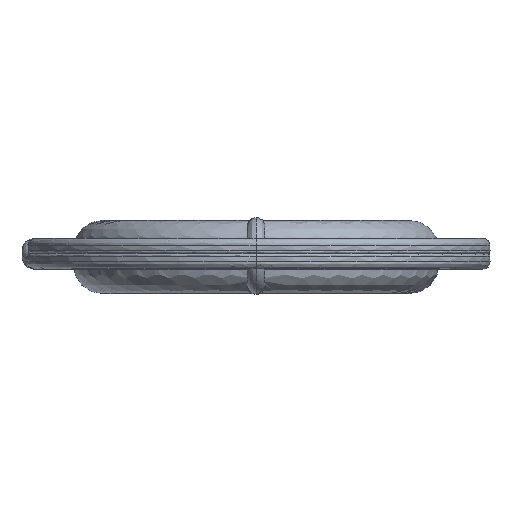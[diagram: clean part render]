
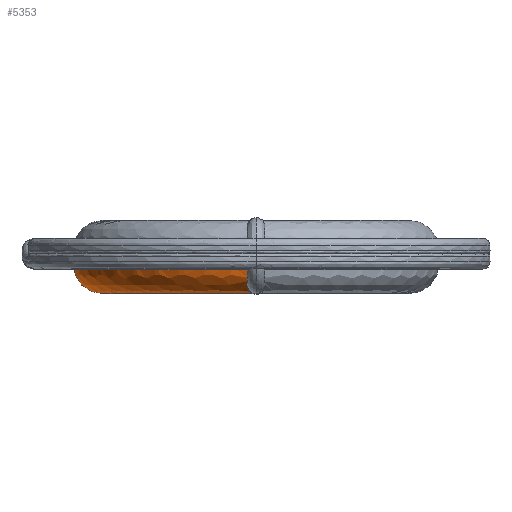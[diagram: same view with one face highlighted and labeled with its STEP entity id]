
A CAD part, top view. The second image highlights one B-rep face of the part: STEP entity #5353.
In plain terms, the highlighted free-form (B-spline) face has degree [2, 2] with [5, 3] control points.
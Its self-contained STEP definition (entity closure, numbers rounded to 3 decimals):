
#5353 = ADVANCED_FACE('',(#5354),#5431,.T.);
#5354 = FACE_BOUND('',#5355,.T.);
#5355 = EDGE_LOOP('',(#5356,#5368,#5376,#5387,#5398,#5407,#5415,#5425));
#5356 = ORIENTED_EDGE('',*,*,#5357,.F.);
#5357 = EDGE_CURVE('',#5358,#5360,#5362,.T.);
#5358 = VERTEX_POINT('',#5359);
#5359 = CARTESIAN_POINT('',(3.439,22.099,
    -41.739));
#5360 = VERTEX_POINT('',#5361);
#5361 = CARTESIAN_POINT('',(3.439,22.099,
    -69.668));
#5362 = ( BOUNDED_CURVE() B_SPLINE_CURVE(2,(#5363,#5364,#5365,#5366,
#5367),.UNSPECIFIED.,.F.,.F.) B_SPLINE_CURVE_WITH_KNOTS((3,2,3),(
    3.142,4.712,6.283),
.PIECEWISE_BEZIER_KNOTS.) CURVE() GEOMETRIC_REPRESENTATION_ITEM() 
RATIONAL_B_SPLINE_CURVE((1.,0.707,1.,0.707,1.)) 
REPRESENTATION_ITEM('') );
#5363 = CARTESIAN_POINT('',(3.439,22.099,
    -41.739));
#5364 = CARTESIAN_POINT('',(-10.525,22.099,
    -41.739));
#5365 = CARTESIAN_POINT('',(-10.525,22.099,
    -55.704));
#5366 = CARTESIAN_POINT('',(-10.525,22.099,
    -69.668));
#5367 = CARTESIAN_POINT('',(3.439,22.099,
    -69.668));
#5368 = ORIENTED_EDGE('',*,*,#5369,.T.);
#5369 = EDGE_CURVE('',#5358,#5370,#5372,.T.);
#5370 = VERTEX_POINT('',#5371);
#5371 = CARTESIAN_POINT('',(3.439,22.782,
    -39.96));
#5372 = ( BOUNDED_CURVE() B_SPLINE_CURVE(2,(#5373,#5374,#5375),
.UNSPECIFIED.,.F.,.F.) B_SPLINE_CURVE_WITH_KNOTS((3,3),(4.712,
5.445),.PIECEWISE_BEZIER_KNOTS.) CURVE() 
GEOMETRIC_REPRESENTATION_ITEM() RATIONAL_B_SPLINE_CURVE((1.,
0.934,1.)) REPRESENTATION_ITEM('') );
#5373 = CARTESIAN_POINT('',(3.439,22.099,
    -41.739));
#5374 = CARTESIAN_POINT('',(3.439,22.099,
    -40.719));
#5375 = CARTESIAN_POINT('',(3.439,22.782,
    -39.96));
#5376 = ORIENTED_EDGE('',*,*,#5377,.T.);
#5377 = EDGE_CURVE('',#5370,#5378,#5380,.T.);
#5378 = VERTEX_POINT('',#5379);
#5379 = CARTESIAN_POINT('',(2.687,23.188,
    -39.61));
#5380 = B_SPLINE_CURVE_WITH_KNOTS('',3,(#5381,#5382,#5383,#5384,#5385,
    #5386),.UNSPECIFIED.,.F.,.F.,(4,2,4),(0.,
    0.,0.001),.UNSPECIFIED.);
#5381 = CARTESIAN_POINT('',(3.439,22.782,
    -39.96));
#5382 = CARTESIAN_POINT('',(3.274,22.782,
    -39.96));
#5383 = CARTESIAN_POINT('',(3.113,22.818,
    -39.921));
#5384 = CARTESIAN_POINT('',(2.845,22.958,
    -39.79));
#5385 = CARTESIAN_POINT('',(2.742,23.061,
    -39.701));
#5386 = CARTESIAN_POINT('',(2.687,23.188,
    -39.61));
#5387 = ORIENTED_EDGE('',*,*,#5388,.T.);
#5388 = EDGE_CURVE('',#5378,#5389,#5391,.T.);
#5389 = VERTEX_POINT('',#5390);
#5390 = CARTESIAN_POINT('',(3.063,23.641,
    -39.33));
#5391 = B_SPLINE_CURVE_WITH_KNOTS('',3,(#5392,#5393,#5394,#5395,#5396,
    #5397),.UNSPECIFIED.,.F.,.F.,(4,2,4),(0.,
    0.001,0.001),.UNSPECIFIED.);
#5392 = CARTESIAN_POINT('',(2.687,23.188,
    -39.61));
#5393 = CARTESIAN_POINT('',(2.645,23.286,
    -39.541));
#5394 = CARTESIAN_POINT('',(2.665,23.405,
    -39.466));
#5395 = CARTESIAN_POINT('',(2.81,23.584,
    -39.363));
#5396 = CARTESIAN_POINT('',(2.935,23.642,
    -39.332));
#5397 = CARTESIAN_POINT('',(3.063,23.641,
    -39.33));
#5398 = ORIENTED_EDGE('',*,*,#5399,.T.);
#5399 = EDGE_CURVE('',#5389,#5400,#5402,.T.);
#5400 = VERTEX_POINT('',#5401);
#5401 = CARTESIAN_POINT('',(3.439,23.639,
    -39.327));
#5402 = B_SPLINE_CURVE_WITH_KNOTS('',3,(#5403,#5404,#5405,#5406),
  .UNSPECIFIED.,.F.,.F.,(4,4),(0.,0.),
  .PIECEWISE_BEZIER_KNOTS.);
#5403 = CARTESIAN_POINT('',(3.063,23.641,
    -39.33));
#5404 = CARTESIAN_POINT('',(3.189,23.639,
    -39.328));
#5405 = CARTESIAN_POINT('',(3.314,23.639,
    -39.327));
#5406 = CARTESIAN_POINT('',(3.439,23.639,
    -39.327));
#5407 = ORIENTED_EDGE('',*,*,#5408,.T.);
#5408 = EDGE_CURVE('',#5400,#5409,#5411,.T.);
#5409 = VERTEX_POINT('',#5410);
#5410 = CARTESIAN_POINT('',(3.439,24.759,
    -39.079));
#5411 = ( BOUNDED_CURVE() B_SPLINE_CURVE(2,(#5412,#5413,#5414),
.UNSPECIFIED.,.F.,.F.) B_SPLINE_CURVE_WITH_KNOTS((3,3),(5.848,
6.283),.PIECEWISE_BEZIER_KNOTS.) CURVE() 
GEOMETRIC_REPRESENTATION_ITEM() RATIONAL_B_SPLINE_CURVE((1.,
0.976,1.)) REPRESENTATION_ITEM('') );
#5412 = CARTESIAN_POINT('',(3.439,23.639,-39.327
    ));
#5413 = CARTESIAN_POINT('',(3.439,24.171,
    -39.079));
#5414 = CARTESIAN_POINT('',(3.439,24.759,
    -39.079));
#5415 = ORIENTED_EDGE('',*,*,#5416,.F.);
#5416 = EDGE_CURVE('',#5417,#5409,#5419,.T.);
#5417 = VERTEX_POINT('',#5418);
#5418 = CARTESIAN_POINT('',(3.439,24.759,
    -72.328));
#5419 = ( BOUNDED_CURVE() B_SPLINE_CURVE(2,(#5420,#5421,#5422,#5423,
#5424),.UNSPECIFIED.,.F.,.F.) B_SPLINE_CURVE_WITH_KNOTS((3,2,3),(0.,
1.571,3.142),.PIECEWISE_BEZIER_KNOTS.) CURVE() 
GEOMETRIC_REPRESENTATION_ITEM() RATIONAL_B_SPLINE_CURVE((1.,
0.707,1.,0.707,1.)) REPRESENTATION_ITEM('') );
#5420 = CARTESIAN_POINT('',(3.439,24.759,
    -72.328));
#5421 = CARTESIAN_POINT('',(-13.185,24.759,
    -72.328));
#5422 = CARTESIAN_POINT('',(-13.185,24.759,
    -55.704));
#5423 = CARTESIAN_POINT('',(-13.185,24.759,
    -39.079));
#5424 = CARTESIAN_POINT('',(3.439,24.759,
    -39.079));
#5425 = ORIENTED_EDGE('',*,*,#5426,.F.);
#5426 = EDGE_CURVE('',#5360,#5417,#5427,.T.);
#5427 = ( BOUNDED_CURVE() B_SPLINE_CURVE(2,(#5428,#5429,#5430),
.UNSPECIFIED.,.F.,.F.) B_SPLINE_CURVE_WITH_KNOTS((3,3),(4.712,
6.283),.PIECEWISE_BEZIER_KNOTS.) CURVE() 
GEOMETRIC_REPRESENTATION_ITEM() RATIONAL_B_SPLINE_CURVE((1.,
0.707,1.)) REPRESENTATION_ITEM('') );
#5428 = CARTESIAN_POINT('',(3.439,22.099,
    -69.668));
#5429 = CARTESIAN_POINT('',(3.439,22.099,
    -72.328));
#5430 = CARTESIAN_POINT('',(3.439,24.759,
    -72.328));
#5431 = ( BOUNDED_SURFACE() B_SPLINE_SURFACE(2,2,(
    (#5432,#5433,#5434)
    ,(#5435,#5436,#5437)
    ,(#5438,#5439,#5440)
    ,(#5441,#5442,#5443)
    ,(#5444,#5445,#5446
)),.UNSPECIFIED.,.F.,.F.,.F.) B_SPLINE_SURFACE_WITH_KNOTS((3,2,3),(3,3),
  (0.,1.571,3.142),(4.712,6.283),
.PIECEWISE_BEZIER_KNOTS.) GEOMETRIC_REPRESENTATION_ITEM() 
RATIONAL_B_SPLINE_SURFACE((
    (1.,0.707,1.)
    ,(0.707,0.5,0.707)
    ,(1.,0.707,1.)
    ,(0.707,0.5,0.707)
,(1.,0.707,1.))) REPRESENTATION_ITEM('') SURFACE() );
#5432 = CARTESIAN_POINT('',(3.439,22.099,
    -69.668));
#5433 = CARTESIAN_POINT('',(3.439,22.099,
    -72.328));
#5434 = CARTESIAN_POINT('',(3.439,24.759,
    -72.328));
#5435 = CARTESIAN_POINT('',(-10.525,22.099,
    -69.668));
#5436 = CARTESIAN_POINT('',(-13.185,22.099,
    -72.328));
#5437 = CARTESIAN_POINT('',(-13.185,24.759,
    -72.328));
#5438 = CARTESIAN_POINT('',(-10.525,22.099,
    -55.704));
#5439 = CARTESIAN_POINT('',(-13.185,22.099,
    -55.704));
#5440 = CARTESIAN_POINT('',(-13.185,24.759,
    -55.704));
#5441 = CARTESIAN_POINT('',(-10.525,22.099,
    -41.739));
#5442 = CARTESIAN_POINT('',(-13.185,22.099,
    -39.079));
#5443 = CARTESIAN_POINT('',(-13.185,24.759,
    -39.079));
#5444 = CARTESIAN_POINT('',(3.439,22.099,
    -41.739));
#5445 = CARTESIAN_POINT('',(3.439,22.099,
    -39.079));
#5446 = CARTESIAN_POINT('',(3.439,24.759,
    -39.079));
